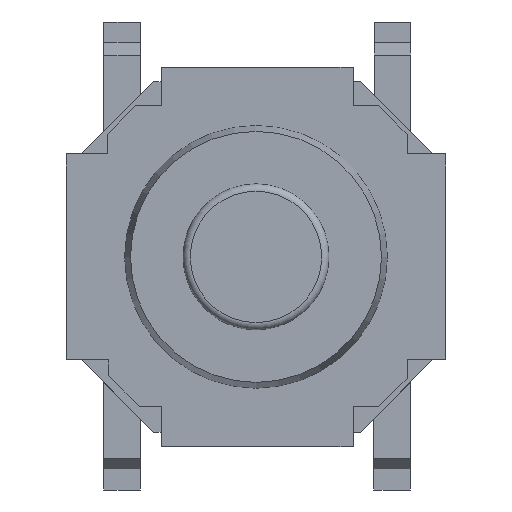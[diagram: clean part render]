
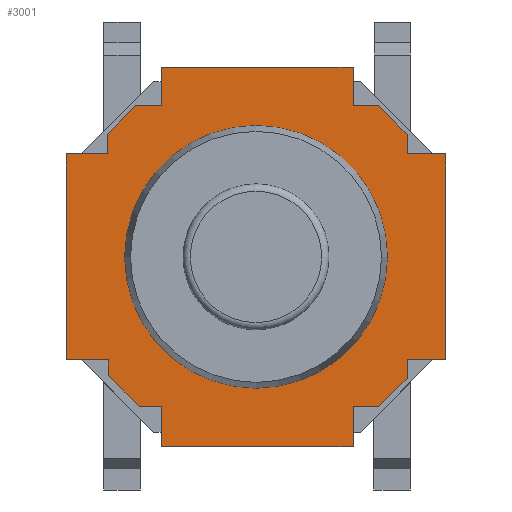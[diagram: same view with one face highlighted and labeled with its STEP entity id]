
A CAD part, front view. The second image highlights one B-rep face of the part: STEP entity #3001.
In plain terms, the highlighted planar face has unit normal (0, -1, 0).
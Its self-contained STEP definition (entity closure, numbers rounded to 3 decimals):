
#45=CIRCLE('',#3128,1.8);
#359=ORIENTED_EDGE('',*,*,#681,.F.);
#360=ORIENTED_EDGE('',*,*,#907,.F.);
#361=ORIENTED_EDGE('',*,*,#762,.T.);
#362=ORIENTED_EDGE('',*,*,#911,.T.);
#363=ORIENTED_EDGE('',*,*,#879,.T.);
#364=ORIENTED_EDGE('',*,*,#876,.T.);
#365=ORIENTED_EDGE('',*,*,#728,.T.);
#366=ORIENTED_EDGE('',*,*,#805,.F.);
#367=ORIENTED_EDGE('',*,*,#802,.F.);
#368=ORIENTED_EDGE('',*,*,#874,.T.);
#369=ORIENTED_EDGE('',*,*,#870,.T.);
#370=ORIENTED_EDGE('',*,*,#891,.T.);
#371=ORIENTED_EDGE('',*,*,#705,.F.);
#372=ORIENTED_EDGE('',*,*,#702,.F.);
#373=ORIENTED_EDGE('',*,*,#766,.T.);
#374=ORIENTED_EDGE('',*,*,#889,.F.);
#375=ORIENTED_EDGE('',*,*,#886,.F.);
#376=ORIENTED_EDGE('',*,*,#882,.F.);
#377=ORIENTED_EDGE('',*,*,#746,.T.);
#378=ORIENTED_EDGE('',*,*,#790,.F.);
#379=ORIENTED_EDGE('',*,*,#796,.F.);
#380=ORIENTED_EDGE('',*,*,#912,.T.);
#381=ORIENTED_EDGE('',*,*,#913,.T.);
#382=ORIENTED_EDGE('',*,*,#914,.T.);
#383=ORIENTED_EDGE('',*,*,#893,.F.);
#681=EDGE_CURVE('',#994,#995,#1204,.T.);
#702=EDGE_CURVE('',#1014,#1006,#1221,.T.);
#705=EDGE_CURVE('',#1006,#1017,#1224,.T.);
#728=EDGE_CURVE('',#1039,#1038,#1245,.T.);
#746=EDGE_CURVE('',#1057,#1056,#1263,.T.);
#762=EDGE_CURVE('',#1069,#1071,#1279,.T.);
#766=EDGE_CURVE('',#1014,#1073,#1283,.T.);
#790=EDGE_CURVE('',#1089,#1056,#1306,.T.);
#796=EDGE_CURVE('',#1093,#1089,#1311,.T.);
#802=EDGE_CURVE('',#1099,#1094,#1317,.T.);
#805=EDGE_CURVE('',#1094,#1038,#1318,.T.);
#870=EDGE_CURVE('',#1152,#1153,#1379,.T.);
#874=EDGE_CURVE('',#1099,#1152,#1383,.T.);
#876=EDGE_CURVE('',#1156,#1039,#1385,.T.);
#879=EDGE_CURVE('',#1158,#1156,#1388,.T.);
#882=EDGE_CURVE('',#1057,#1160,#1391,.T.);
#886=EDGE_CURVE('',#1160,#1163,#1395,.T.);
#889=EDGE_CURVE('',#1163,#1073,#1398,.T.);
#891=EDGE_CURVE('',#1153,#1017,#1400,.T.);
#893=EDGE_CURVE('',#1165,#1165,#45,.F.);
#907=EDGE_CURVE('',#1069,#994,#1413,.T.);
#911=EDGE_CURVE('',#1071,#1158,#1417,.T.);
#912=EDGE_CURVE('',#1093,#1175,#1418,.T.);
#913=EDGE_CURVE('',#1175,#1176,#1419,.T.);
#914=EDGE_CURVE('',#1176,#995,#1420,.T.);
#994=VERTEX_POINT('',#3778);
#995=VERTEX_POINT('',#3780);
#1006=VERTEX_POINT('',#3805);
#1014=VERTEX_POINT('',#3821);
#1017=VERTEX_POINT('',#3829);
#1038=VERTEX_POINT('',#3876);
#1039=VERTEX_POINT('',#3878);
#1056=VERTEX_POINT('',#3916);
#1057=VERTEX_POINT('',#3918);
#1069=VERTEX_POINT('',#3945);
#1071=VERTEX_POINT('',#3950);
#1073=VERTEX_POINT('',#3957);
#1089=VERTEX_POINT('',#4001);
#1093=VERTEX_POINT('',#4012);
#1094=VERTEX_POINT('',#4016);
#1099=VERTEX_POINT('',#4025);
#1152=VERTEX_POINT('',#4165);
#1153=VERTEX_POINT('',#4166);
#1156=VERTEX_POINT('',#4176);
#1158=VERTEX_POINT('',#4182);
#1160=VERTEX_POINT('',#4188);
#1163=VERTEX_POINT('',#4196);
#1165=VERTEX_POINT('',#4207);
#1175=VERTEX_POINT('',#4244);
#1176=VERTEX_POINT('',#4246);
#1204=LINE('',#3779,#1496);
#1221=LINE('',#3822,#1513);
#1224=LINE('',#3828,#1516);
#1245=LINE('',#3877,#1537);
#1263=LINE('',#3917,#1555);
#1279=LINE('',#3951,#1571);
#1283=LINE('',#3958,#1575);
#1306=LINE('',#4002,#1598);
#1311=LINE('',#4013,#1603);
#1317=LINE('',#4026,#1609);
#1318=LINE('',#4030,#1610);
#1379=LINE('',#4164,#1671);
#1383=LINE('',#4173,#1675);
#1385=LINE('',#4175,#1677);
#1388=LINE('',#4181,#1680);
#1391=LINE('',#4187,#1683);
#1395=LINE('',#4195,#1687);
#1398=LINE('',#4201,#1690);
#1400=LINE('',#4203,#1692);
#1413=LINE('',#4234,#1705);
#1417=LINE('',#4242,#1709);
#1418=LINE('',#4243,#1710);
#1419=LINE('',#4245,#1711);
#1420=LINE('',#4247,#1712);
#1496=VECTOR('',#3211,1000.);
#1513=VECTOR('',#3240,1000.);
#1516=VECTOR('',#3245,1000.);
#1537=VECTOR('',#3278,1000.);
#1555=VECTOR('',#3304,1000.);
#1571=VECTOR('',#3326,1000.);
#1575=VECTOR('',#3332,1000.);
#1598=VECTOR('',#3365,1000.);
#1603=VECTOR('',#3374,1000.);
#1609=VECTOR('',#3382,1000.);
#1610=VECTOR('',#3389,1000.);
#1671=VECTOR('',#3492,1000.);
#1675=VECTOR('',#3498,1000.);
#1677=VECTOR('',#3500,1000.);
#1680=VECTOR('',#3505,1000.);
#1683=VECTOR('',#3510,1000.);
#1687=VECTOR('',#3516,1000.);
#1690=VECTOR('',#3521,1000.);
#1692=VECTOR('',#3523,1000.);
#1705=VECTOR('',#3554,1000.);
#1709=VECTOR('',#3564,1000.);
#1710=VECTOR('',#3565,1000.);
#1711=VECTOR('',#3566,1000.);
#1712=VECTOR('',#3567,1000.);
#1845=EDGE_LOOP('',(#359,#360,#361,#362,#363,#364,#365,#366,#367,#368,#369,
#370,#371,#372,#373,#374,#375,#376,#377,#378,#379,#380,#381,#382));
#1846=EDGE_LOOP('',(#383));
#1970=FACE_BOUND('',#1845,.T.);
#1971=FACE_BOUND('',#1846,.T.);
#2085=PLANE('',#3138);
#3001=ADVANCED_FACE('',(#1970,#1971),#2085,.F.);
#3128=AXIS2_PLACEMENT_3D('',#4206,#3527,#3528);
#3138=AXIS2_PLACEMENT_3D('',#4241,#3562,#3563);
#3211=DIRECTION('',(0.,0.,1.));
#3240=DIRECTION('',(1.,0.,0.));
#3245=DIRECTION('',(0.,0.,-1.));
#3278=DIRECTION('',(1.,0.,0.));
#3304=DIRECTION('',(-1.,0.,0.));
#3326=DIRECTION('',(0.,0.,1.));
#3332=DIRECTION('',(0.,0.,-1.));
#3365=DIRECTION('',(0.,0.,1.));
#3374=DIRECTION('',(-1.,0.,0.));
#3382=DIRECTION('',(1.,0.,0.));
#3389=DIRECTION('',(0.,0.,-1.));
#3492=DIRECTION('',(-0.707,0.,0.707));
#3498=DIRECTION('',(0.,0.,1.));
#3500=DIRECTION('',(0.,0.,1.));
#3505=DIRECTION('',(0.707,0.,0.707));
#3510=DIRECTION('',(0.,0.,1.));
#3516=DIRECTION('',(0.707,0.,0.707));
#3521=DIRECTION('',(1.,0.,0.));
#3523=DIRECTION('',(-1.,0.,0.));
#3527=DIRECTION('',(0.,1.,0.));
#3528=DIRECTION('',(0.,0.,1.));
#3554=DIRECTION('',(-1.,0.,0.));
#3562=DIRECTION('',(0.,1.,0.));
#3563=DIRECTION('',(0.,0.,1.));
#3564=DIRECTION('',(1.,0.,0.));
#3565=DIRECTION('',(0.,0.,-1.));
#3566=DIRECTION('',(0.707,0.,-0.707));
#3567=DIRECTION('',(1.,0.,0.));
#3778=CARTESIAN_POINT('',(-1.3,0.,-2.6));
#3779=CARTESIAN_POINT('',(-1.3,0.,-2.6));
#3780=CARTESIAN_POINT('',(-1.3,0.,-2.049));
#3805=CARTESIAN_POINT('',(1.33,0.,2.6));
#3821=CARTESIAN_POINT('',(-1.3,0.,2.6));
#3822=CARTESIAN_POINT('',(-2.6,0.,2.6));
#3828=CARTESIAN_POINT('',(1.33,0.,2.6));
#3829=CARTESIAN_POINT('',(1.33,0.,2.071));
#3876=CARTESIAN_POINT('',(2.6,0.,-1.41));
#3877=CARTESIAN_POINT('',(2.423,0.,-1.41));
#3878=CARTESIAN_POINT('',(2.07,0.,-1.41));
#3916=CARTESIAN_POINT('',(-2.6,0.,1.41));
#3917=CARTESIAN_POINT('',(-2.393,0.,1.41));
#3918=CARTESIAN_POINT('',(-2.038,0.,1.41));
#3945=CARTESIAN_POINT('',(1.33,0.,-2.6));
#3950=CARTESIAN_POINT('',(1.33,0.,-2.049));
#3951=CARTESIAN_POINT('',(1.33,0.,-2.6));
#3957=CARTESIAN_POINT('',(-1.3,0.,2.071));
#3958=CARTESIAN_POINT('',(-1.3,0.,2.6));
#4001=CARTESIAN_POINT('',(-2.6,0.,-1.41));
#4002=CARTESIAN_POINT('',(-2.6,0.,-2.6));
#4012=CARTESIAN_POINT('',(-2.021,0.,-1.41));
#4013=CARTESIAN_POINT('',(-2.393,0.,-1.41));
#4016=CARTESIAN_POINT('',(2.6,0.,1.41));
#4025=CARTESIAN_POINT('',(2.07,0.,1.41));
#4026=CARTESIAN_POINT('',(2.423,0.,1.41));
#4030=CARTESIAN_POINT('',(2.6,0.,2.6));
#4164=CARTESIAN_POINT('',(2.07,0.,1.682));
#4165=CARTESIAN_POINT('',(2.07,0.,1.682));
#4166=CARTESIAN_POINT('',(1.681,0.,2.071));
#4173=CARTESIAN_POINT('',(2.07,0.,1.41));
#4175=CARTESIAN_POINT('',(2.07,0.,-1.661));
#4176=CARTESIAN_POINT('',(2.07,0.,-1.661));
#4181=CARTESIAN_POINT('',(1.681,0.,-2.049));
#4182=CARTESIAN_POINT('',(1.681,0.,-2.049));
#4187=CARTESIAN_POINT('',(-2.038,0.,1.682));
#4188=CARTESIAN_POINT('',(-2.038,0.,1.682));
#4195=CARTESIAN_POINT('',(-1.65,0.,2.071));
#4196=CARTESIAN_POINT('',(-1.65,0.,2.071));
#4201=CARTESIAN_POINT('',(-1.3,0.,2.071));
#4203=CARTESIAN_POINT('',(1.681,0.,2.071));
#4206=CARTESIAN_POINT('',(0.,0.,0.));
#4207=CARTESIAN_POINT('',(0.,0.,1.8));
#4234=CARTESIAN_POINT('',(2.6,0.,-2.6));
#4241=CARTESIAN_POINT('',(0.,0.,0.));
#4242=CARTESIAN_POINT('',(1.33,0.,-2.049));
#4243=CARTESIAN_POINT('',(-2.021,0.,-1.625));
#4244=CARTESIAN_POINT('',(-2.021,0.,-1.625));
#4245=CARTESIAN_POINT('',(-1.597,0.,-2.049));
#4246=CARTESIAN_POINT('',(-1.597,0.,-2.049));
#4247=CARTESIAN_POINT('',(-1.3,0.,-2.049));
